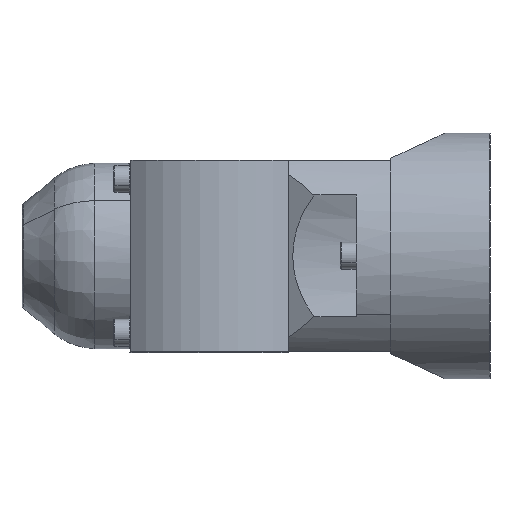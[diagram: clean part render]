
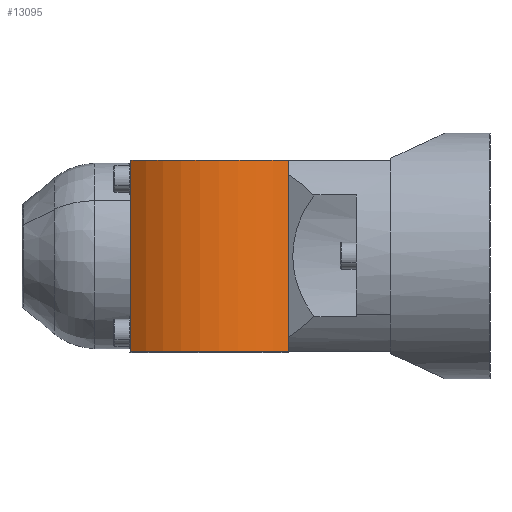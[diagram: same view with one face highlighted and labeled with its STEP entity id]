
A CAD part, top view. The second image highlights one B-rep face of the part: STEP entity #13095.
In plain terms, the highlighted cylindrical face has radius 38.6 mm (diameter 77.2 mm), a partial arc.
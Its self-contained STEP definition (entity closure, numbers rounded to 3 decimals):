
#950 = PLANE('',#951);
#951 = AXIS2_PLACEMENT_3D('',#952,#953,#954);
#952 = CARTESIAN_POINT('',(575.,19.3,
    978.));
#953 = DIRECTION('',(-1.,0.,0.));
#954 = DIRECTION('',(0.,1.,0.));
#5340 = PLANE('',#5341);
#5341 = AXIS2_PLACEMENT_3D('',#5342,#5343,#5344);
#5342 = CARTESIAN_POINT('',(638.6,80.3,
    978.));
#5343 = DIRECTION('',(0.,1.,0.));
#5344 = DIRECTION('',(0.,0.,-1.));
#7169 = PLANE('',#7170);
#7170 = AXIS2_PLACEMENT_3D('',#7171,#7172,#7173);
#7171 = CARTESIAN_POINT('',(625.,19.3,
    978.));
#7172 = DIRECTION('',(-1.,0.,0.));
#7173 = DIRECTION('',(0.,1.,0.));
#8821 = PLANE('',#8822);
#8822 = AXIS2_PLACEMENT_3D('',#8823,#8824,#8825);
#8823 = CARTESIAN_POINT('',(575.,19.3,
    978.));
#8824 = DIRECTION('',(-1.,0.,0.));
#8825 = DIRECTION('',(0.,1.,0.));
#11366 = VERTEX_POINT('',#11367);
#11367 = CARTESIAN_POINT('',(575.,19.7,
    1007.41));
#11376 = PLANE('',#11377);
#11377 = AXIS2_PLACEMENT_3D('',#11378,#11379,#11380);
#11378 = CARTESIAN_POINT('',(635.5,19.7,
    978.));
#11379 = DIRECTION('',(0.,1.,0.));
#11380 = DIRECTION('',(0.,0.,-1.));
#11425 = VERTEX_POINT('',#11426);
#11426 = CARTESIAN_POINT('',(625.,19.7,
    1007.41));
#11447 = EDGE_CURVE('',#11366,#11425,#11448,.T.);
#11448 = SURFACE_CURVE('',#11449,(#11454,#11461),.PCURVE_S1.);
#11449 = CIRCLE('',#11450,38.6);
#11450 = AXIS2_PLACEMENT_3D('',#11451,#11452,#11453);
#11451 = CARTESIAN_POINT('',(600.,19.7,
    978.));
#11452 = DIRECTION('',(0.,1.,0.));
#11453 = DIRECTION('',(1.,0.,0.));
#11454 = PCURVE('',#11376,#11455);
#11455 = DEFINITIONAL_REPRESENTATION('',(#11456),#11460);
#11456 = CIRCLE('',#11457,38.6);
#11457 = AXIS2_PLACEMENT_2D('',#11458,#11459);
#11458 = CARTESIAN_POINT('',(0.,35.5));
#11459 = DIRECTION('',(0.,-1.));
#11460 = ( GEOMETRIC_REPRESENTATION_CONTEXT(2) 
PARAMETRIC_REPRESENTATION_CONTEXT() REPRESENTATION_CONTEXT('2D SPACE',''
  ) );
#11461 = PCURVE('',#11462,#11467);
#11462 = CYLINDRICAL_SURFACE('',#11463,38.6);
#11463 = AXIS2_PLACEMENT_3D('',#11464,#11465,#11466);
#11464 = CARTESIAN_POINT('',(600.,98.5,
    978.));
#11465 = DIRECTION('',(0.,1.,0.));
#11466 = DIRECTION('',(-0.648,0.,
    0.762));
#11467 = DEFINITIONAL_REPRESENTATION('',(#11468),#11472);
#11468 = LINE('',#11469,#11470);
#11469 = CARTESIAN_POINT('',(-4.008,-78.8));
#11470 = VECTOR('',#11471,1.);
#11471 = DIRECTION('',(1.,0.));
#11472 = ( GEOMETRIC_REPRESENTATION_CONTEXT(2) 
PARAMETRIC_REPRESENTATION_CONTEXT() REPRESENTATION_CONTEXT('2D SPACE',''
  ) );
#11562 = VERTEX_POINT('',#11563);
#11563 = CARTESIAN_POINT('',(575.,47.7,
    1007.41));
#11921 = EDGE_CURVE('',#11366,#11562,#11922,.T.);
#11922 = SURFACE_CURVE('',#11923,(#11927,#11934),.PCURVE_S1.);
#11923 = LINE('',#11924,#11925);
#11924 = CARTESIAN_POINT('',(575.,33.7,
    1007.41));
#11925 = VECTOR('',#11926,1.);
#11926 = DIRECTION('',(0.,1.,0.));
#11927 = PCURVE('',#8821,#11928);
#11928 = DEFINITIONAL_REPRESENTATION('',(#11929),#11933);
#11929 = LINE('',#11930,#11931);
#11930 = CARTESIAN_POINT('',(14.4,-29.41));
#11931 = VECTOR('',#11932,1.);
#11932 = DIRECTION('',(1.,0.));
#11933 = ( GEOMETRIC_REPRESENTATION_CONTEXT(2) 
PARAMETRIC_REPRESENTATION_CONTEXT() REPRESENTATION_CONTEXT('2D SPACE',''
  ) );
#11934 = PCURVE('',#11462,#11935);
#11935 = DEFINITIONAL_REPRESENTATION('',(#11936),#11940);
#11936 = LINE('',#11937,#11938);
#11937 = CARTESIAN_POINT('',(0.,-64.8));
#11938 = VECTOR('',#11939,1.);
#11939 = DIRECTION('',(0.,1.));
#11940 = ( GEOMETRIC_REPRESENTATION_CONTEXT(2) 
PARAMETRIC_REPRESENTATION_CONTEXT() REPRESENTATION_CONTEXT('2D SPACE',''
  ) );
#12116 = VERTEX_POINT('',#12117);
#12117 = CARTESIAN_POINT('',(625.,80.3,
    1007.41));
#12138 = EDGE_CURVE('',#11425,#12116,#12139,.T.);
#12139 = SURFACE_CURVE('',#12140,(#12144,#12151),.PCURVE_S1.);
#12140 = LINE('',#12141,#12142);
#12141 = CARTESIAN_POINT('',(625.,50.,
    1007.41));
#12142 = VECTOR('',#12143,1.);
#12143 = DIRECTION('',(0.,1.,0.));
#12144 = PCURVE('',#7169,#12145);
#12145 = DEFINITIONAL_REPRESENTATION('',(#12146),#12150);
#12146 = LINE('',#12147,#12148);
#12147 = CARTESIAN_POINT('',(30.7,-29.41));
#12148 = VECTOR('',#12149,1.);
#12149 = DIRECTION('',(1.,0.));
#12150 = ( GEOMETRIC_REPRESENTATION_CONTEXT(2) 
PARAMETRIC_REPRESENTATION_CONTEXT() REPRESENTATION_CONTEXT('2D SPACE',''
  ) );
#12151 = PCURVE('',#11462,#12152);
#12152 = DEFINITIONAL_REPRESENTATION('',(#12153),#12157);
#12153 = LINE('',#12154,#12155);
#12154 = CARTESIAN_POINT('',(1.409,-48.5));
#12155 = VECTOR('',#12156,1.);
#12156 = DIRECTION('',(0.,1.));
#12157 = ( GEOMETRIC_REPRESENTATION_CONTEXT(2) 
PARAMETRIC_REPRESENTATION_CONTEXT() REPRESENTATION_CONTEXT('2D SPACE',''
  ) );
#13052 = VERTEX_POINT('',#13053);
#13053 = CARTESIAN_POINT('',(575.,80.3,
    1007.41));
#13074 = EDGE_CURVE('',#13052,#12116,#13075,.T.);
#13075 = SURFACE_CURVE('',#13076,(#13081,#13088),.PCURVE_S1.);
#13076 = CIRCLE('',#13077,38.6);
#13077 = AXIS2_PLACEMENT_3D('',#13078,#13079,#13080);
#13078 = CARTESIAN_POINT('',(600.,80.3,
    978.));
#13079 = DIRECTION('',(0.,1.,0.));
#13080 = DIRECTION('',(1.,0.,0.));
#13081 = PCURVE('',#5340,#13082);
#13082 = DEFINITIONAL_REPRESENTATION('',(#13083),#13087);
#13083 = CIRCLE('',#13084,38.6);
#13084 = AXIS2_PLACEMENT_2D('',#13085,#13086);
#13085 = CARTESIAN_POINT('',(0.,38.6));
#13086 = DIRECTION('',(0.,-1.));
#13087 = ( GEOMETRIC_REPRESENTATION_CONTEXT(2) 
PARAMETRIC_REPRESENTATION_CONTEXT() REPRESENTATION_CONTEXT('2D SPACE',''
  ) );
#13088 = PCURVE('',#11462,#13089);
#13089 = DEFINITIONAL_REPRESENTATION('',(#13090),#13094);
#13090 = LINE('',#13091,#13092);
#13091 = CARTESIAN_POINT('',(-4.008,-18.2));
#13092 = VECTOR('',#13093,1.);
#13093 = DIRECTION('',(1.,0.));
#13094 = ( GEOMETRIC_REPRESENTATION_CONTEXT(2) 
PARAMETRIC_REPRESENTATION_CONTEXT() REPRESENTATION_CONTEXT('2D SPACE',''
  ) );
#13095 = ADVANCED_FACE('',(#13096),#11462,.T.);
#13096 = FACE_BOUND('',#13097,.T.);
#13097 = EDGE_LOOP('',(#13098,#13121,#13147,#13148,#13149,#13150));
#13098 = ORIENTED_EDGE('',*,*,#13099,.F.);
#13099 = EDGE_CURVE('',#13100,#13052,#13102,.T.);
#13100 = VERTEX_POINT('',#13101);
#13101 = CARTESIAN_POINT('',(575.,52.3,
    1007.41));
#13102 = SURFACE_CURVE('',#13103,(#13107,#13114),.PCURVE_S1.);
#13103 = LINE('',#13104,#13105);
#13104 = CARTESIAN_POINT('',(575.,50.,
    1007.41));
#13105 = VECTOR('',#13106,1.);
#13106 = DIRECTION('',(0.,1.,0.));
#13107 = PCURVE('',#11462,#13108);
#13108 = DEFINITIONAL_REPRESENTATION('',(#13109),#13113);
#13109 = LINE('',#13110,#13111);
#13110 = CARTESIAN_POINT('',(0.,-48.5));
#13111 = VECTOR('',#13112,1.);
#13112 = DIRECTION('',(0.,1.));
#13113 = ( GEOMETRIC_REPRESENTATION_CONTEXT(2) 
PARAMETRIC_REPRESENTATION_CONTEXT() REPRESENTATION_CONTEXT('2D SPACE',''
  ) );
#13114 = PCURVE('',#950,#13115);
#13115 = DEFINITIONAL_REPRESENTATION('',(#13116),#13120);
#13116 = LINE('',#13117,#13118);
#13117 = CARTESIAN_POINT('',(30.7,-29.41));
#13118 = VECTOR('',#13119,1.);
#13119 = DIRECTION('',(1.,0.));
#13120 = ( GEOMETRIC_REPRESENTATION_CONTEXT(2) 
PARAMETRIC_REPRESENTATION_CONTEXT() REPRESENTATION_CONTEXT('2D SPACE',''
  ) );
#13121 = ORIENTED_EDGE('',*,*,#13122,.F.);
#13122 = EDGE_CURVE('',#11562,#13100,#13123,.T.);
#13123 = SURFACE_CURVE('',#13124,(#13128,#13135),.PCURVE_S1.);
#13124 = LINE('',#13125,#13126);
#13125 = CARTESIAN_POINT('',(575.,50.,
    1007.41));
#13126 = VECTOR('',#13127,1.);
#13127 = DIRECTION('',(0.,1.,0.));
#13128 = PCURVE('',#11462,#13129);
#13129 = DEFINITIONAL_REPRESENTATION('',(#13130),#13134);
#13130 = LINE('',#13131,#13132);
#13131 = CARTESIAN_POINT('',(0.,-48.5));
#13132 = VECTOR('',#13133,1.);
#13133 = DIRECTION('',(0.,1.));
#13134 = ( GEOMETRIC_REPRESENTATION_CONTEXT(2) 
PARAMETRIC_REPRESENTATION_CONTEXT() REPRESENTATION_CONTEXT('2D SPACE',''
  ) );
#13135 = PCURVE('',#13136,#13141);
#13136 = PLANE('',#13137);
#13137 = AXIS2_PLACEMENT_3D('',#13138,#13139,#13140);
#13138 = CARTESIAN_POINT('',(575.,50.,
    978.));
#13139 = DIRECTION('',(1.,0.,0.));
#13140 = DIRECTION('',(0.,-0.594,
    -0.805));
#13141 = DEFINITIONAL_REPRESENTATION('',(#13142),#13146);
#13142 = LINE('',#13143,#13144);
#13143 = CARTESIAN_POINT('',(-23.67,-17.455));
#13144 = VECTOR('',#13145,1.);
#13145 = DIRECTION('',(-0.594,0.805));
#13146 = ( GEOMETRIC_REPRESENTATION_CONTEXT(2) 
PARAMETRIC_REPRESENTATION_CONTEXT() REPRESENTATION_CONTEXT('2D SPACE',''
  ) );
#13147 = ORIENTED_EDGE('',*,*,#11921,.F.);
#13148 = ORIENTED_EDGE('',*,*,#11447,.T.);
#13149 = ORIENTED_EDGE('',*,*,#12138,.T.);
#13150 = ORIENTED_EDGE('',*,*,#13074,.F.);
